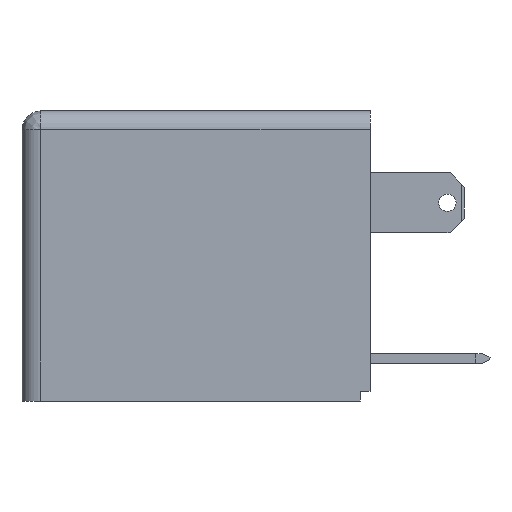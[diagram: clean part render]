
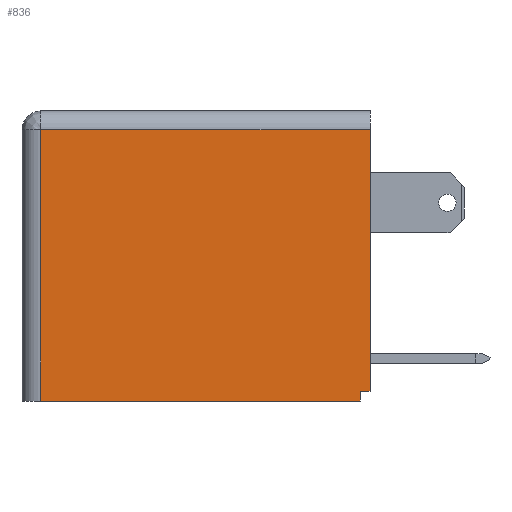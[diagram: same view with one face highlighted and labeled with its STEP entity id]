
A CAD part, left-side view. The second image highlights one B-rep face of the part: STEP entity #836.
In plain terms, the highlighted planar face has unit normal (-1, 0, 0).
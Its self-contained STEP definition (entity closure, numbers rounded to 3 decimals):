
#1 = ORIENTED_EDGE ( 'NONE', *, *, #1864, .T. ) ;
#43 = DIRECTION ( 'NONE',  ( 0., 0., -1. ) ) ;
#134 = DIRECTION ( 'NONE',  ( 0., -1., 0. ) ) ;
#186 = DIRECTION ( 'NONE',  ( 0., 0., 1. ) ) ;
#209 = DIRECTION ( 'NONE',  ( 0., 0., 1. ) ) ;
#256 = ORIENTED_EDGE ( 'NONE', *, *, #1573, .T. ) ;
#264 = LINE ( 'NONE', #472, #457 ) ;
#321 = VECTOR ( 'NONE', #647, 1000. ) ;
#359 = VERTEX_POINT ( 'NONE', #1042 ) ;
#379 = DIRECTION ( 'NONE',  ( 0., 0., 1. ) ) ;
#393 = CARTESIAN_POINT ( 'NONE',  ( -10.85, -22.4, -14.75 ) ) ;
#457 = VECTOR ( 'NONE', #134, 1000. ) ;
#472 = CARTESIAN_POINT ( 'NONE',  ( -10.85, -23.4, -15.75 ) ) ;
#526 = CARTESIAN_POINT ( 'NONE',  ( -10.85, -23.4, -15.75 ) ) ;
#540 = VERTEX_POINT ( 'NONE', #1978 ) ;
#600 = FACE_OUTER_BOUND ( 'NONE', #1726, .T. ) ;
#647 = DIRECTION ( 'NONE',  ( 0., -1., 0. ) ) ;
#649 = EDGE_CURVE ( 'NONE', #1210, #1720, #1189, .T. ) ;
#737 = LINE ( 'NONE', #1549, #1775 ) ;
#746 = VECTOR ( 'NONE', #1665, 1000. ) ;
#836 = ADVANCED_FACE ( 'NONE', ( #600 ), #2034, .T. ) ;
#928 = CARTESIAN_POINT ( 'NONE',  ( -10.85, -22.4, -15.75 ) ) ;
#1042 = CARTESIAN_POINT ( 'NONE',  ( -10.85, -22.4, -14.75 ) ) ;
#1087 = AXIS2_PLACEMENT_3D ( 'NONE', #526, #1198, #186 ) ;
#1112 = CARTESIAN_POINT ( 'NONE',  ( -10.85, 10.65, -15.75 ) ) ;
#1134 = EDGE_CURVE ( 'NONE', #359, #540, #1592, .T. ) ;
#1143 = CARTESIAN_POINT ( 'NONE',  ( -10.85, -23.4, 12.3 ) ) ;
#1189 = LINE ( 'NONE', #2004, #746 ) ;
#1198 = DIRECTION ( 'NONE',  ( -1., 0., 0. ) ) ;
#1210 = VERTEX_POINT ( 'NONE', #1143 ) ;
#1212 = EDGE_CURVE ( 'NONE', #2141, #2183, #264, .T. ) ;
#1234 = LINE ( 'NONE', #393, #1456 ) ;
#1403 = ORIENTED_EDGE ( 'NONE', *, *, #649, .T. ) ;
#1445 = CARTESIAN_POINT ( 'NONE',  ( -10.85, 10.65, -15.75 ) ) ;
#1448 = CARTESIAN_POINT ( 'NONE',  ( -10.85, 10.65, 12.3 ) ) ;
#1456 = VECTOR ( 'NONE', #209, 1000. ) ;
#1457 = ORIENTED_EDGE ( 'NONE', *, *, #1840, .T. ) ;
#1549 = CARTESIAN_POINT ( 'NONE',  ( -10.85, -23.4, -15.75 ) ) ;
#1573 = EDGE_CURVE ( 'NONE', #1720, #2141, #2081, .T. ) ;
#1592 = LINE ( 'NONE', #1641, #321 ) ;
#1641 = CARTESIAN_POINT ( 'NONE',  ( -10.85, -22.4, -14.75 ) ) ;
#1665 = DIRECTION ( 'NONE',  ( 0., 1., 0. ) ) ;
#1700 = ORIENTED_EDGE ( 'NONE', *, *, #1212, .T. ) ;
#1720 = VERTEX_POINT ( 'NONE', #1448 ) ;
#1726 = EDGE_LOOP ( 'NONE', ( #1700, #1457, #1883, #1, #1403, #256 ) ) ;
#1775 = VECTOR ( 'NONE', #379, 1000. ) ;
#1840 = EDGE_CURVE ( 'NONE', #2183, #359, #1234, .T. ) ;
#1864 = EDGE_CURVE ( 'NONE', #540, #1210, #737, .T. ) ;
#1883 = ORIENTED_EDGE ( 'NONE', *, *, #1134, .T. ) ;
#1978 = CARTESIAN_POINT ( 'NONE',  ( -10.85, -23.4, -14.75 ) ) ;
#2004 = CARTESIAN_POINT ( 'NONE',  ( -10.85, -23.4, 12.3 ) ) ;
#2034 = PLANE ( 'NONE',  #1087 ) ;
#2081 = LINE ( 'NONE', #1112, #2104 ) ;
#2104 = VECTOR ( 'NONE', #43, 1000. ) ;
#2141 = VERTEX_POINT ( 'NONE', #1445 ) ;
#2183 = VERTEX_POINT ( 'NONE', #928 ) ;
